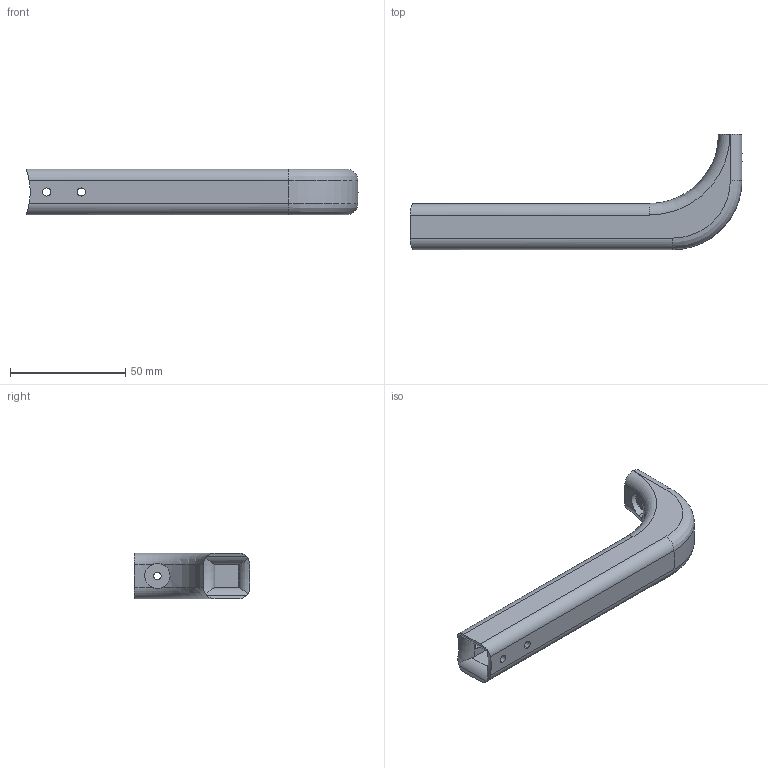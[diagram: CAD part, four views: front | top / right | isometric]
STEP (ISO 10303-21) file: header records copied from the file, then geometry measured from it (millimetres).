
FILE_DESCRIPTION (( 'STEP AP203' ), '1' );
FILE_NAME ('soporte_protector_Défaut_sldprt.STEP', '2021-01-20T23:26:34', ( '' ), ( '' ), 'SwSTEP 2.0', 'SolidWorks 2020', '' );
FILE_SCHEMA (( 'CONFIG_CONTROL_DESIGN' ));
Length unit declared in the file: millimetre
Products named in the file (1): soporte_protector_Défaut_sldprt
Bounding box: 143.93 x 50 x 19.9 mm (x, y, z)
Volume: 54497.8 mm3; surface area: 13885.1 mm2
Topology: 1 solids, 1 shells, 43 faces, 119 edges, 78 vertices
Faces by surface type: cylinder 25, plane 11, torus 5, bspline 2
Entity records: 1971 total; most frequent: CARTESIAN_POINT 807, ORIENTED_EDGE 238, DIRECTION 212, EDGE_CURVE 119, AXIS2_PLACEMENT_3D 85, VERTEX_POINT 78, EDGE_LOOP 53, FACE_OUTER_BOUND 43
